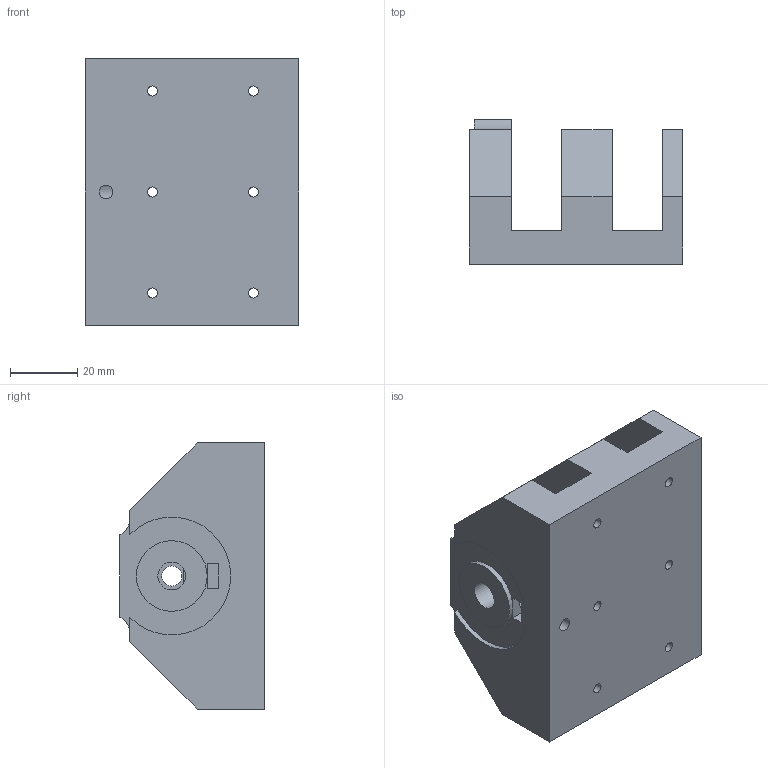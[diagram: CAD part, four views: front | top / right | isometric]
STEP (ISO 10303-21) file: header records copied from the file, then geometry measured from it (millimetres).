
FILE_DESCRIPTION(/* description */ (''),/* implementation_level */ '2;1');
FILE_NAME(/* name */ 'Gimbal_2.stp',/* time_stamp */ '2023-11-07T23:35:59-08:00',/* author */ ('MVeszpremi'),/* organization */ (''),/* preprocessor_version */ 'ST-DEVELOPER v19',/* originating_system */ 'Autodesk Inventor 2023',/* authorisation */ '');
FILE_SCHEMA (('AUTOMOTIVE_DESIGN { 1 0 10303 214 3 1 1 }'));
Length unit declared in the file: millimetre
Products named in the file (1): Gimbal_2
Bounding box: 63.5 x 43 x 79 mm (x, y, z)
Volume: 112742.8 mm3; surface area: 27911.9 mm2
Topology: 1 solids, 1 shells, 56 faces, 149 edges, 97 vertices
Faces by surface type: plane 32, cylinder 18, cone 6
Full cylindrical faces by diameter (mm): 3 x7, 4 x2, 6 x2, 8.3 x1, 9 x1, 16.25 x1, 21 x1
Entity records: 1837 total; most frequent: DIRECTION 308, CARTESIAN_POINT 303, ORIENTED_EDGE 298, EDGE_CURVE 149, LINE 104, VECTOR 104, AXIS2_PLACEMENT_3D 102, VERTEX_POINT 97
